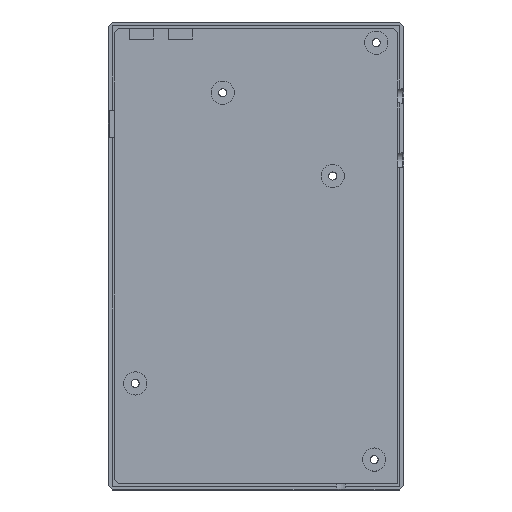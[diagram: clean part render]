
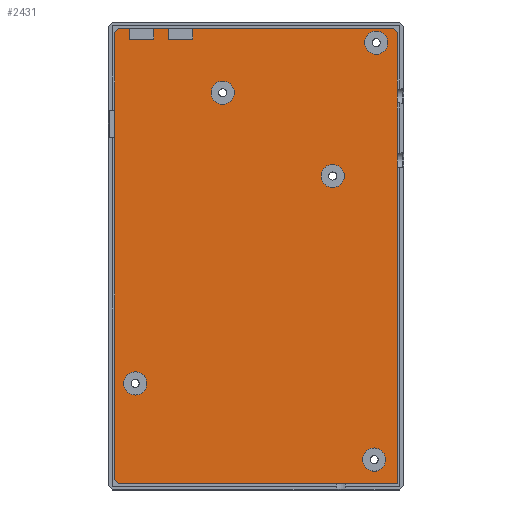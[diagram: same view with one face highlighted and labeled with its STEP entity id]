
A CAD part, top view. The second image highlights one B-rep face of the part: STEP entity #2431.
In plain terms, the highlighted planar face has unit normal (0, 0, 1).
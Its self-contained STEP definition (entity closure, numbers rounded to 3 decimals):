
#1497 = EDGE_CURVE('',#1498,#1500,#1502,.T.);
#1498 = VERTEX_POINT('',#1499);
#1499 = CARTESIAN_POINT('',(-33.5,53.,-9.));
#1500 = VERTEX_POINT('',#1501);
#1501 = CARTESIAN_POINT('',(-33.5,-53.,-9.));
#1502 = LINE('',#1503,#1504);
#1503 = CARTESIAN_POINT('',(-33.5,54.,-9.));
#1504 = VECTOR('',#1505,1.);
#1505 = DIRECTION('',(0.,-1.,0.));
#2209 = VERTEX_POINT('',#2210);
#2210 = CARTESIAN_POINT('',(33.5,-54.,-9.));
#2216 = EDGE_CURVE('',#2209,#2217,#2219,.T.);
#2217 = VERTEX_POINT('',#2218);
#2218 = CARTESIAN_POINT('',(-32.5,-54.,-9.));
#2219 = LINE('',#2220,#2221);
#2220 = CARTESIAN_POINT('',(35.,-54.,-9.));
#2221 = VECTOR('',#2222,1.);
#2222 = DIRECTION('',(-1.,-0.,-0.));
#2431 = ADVANCED_FACE('',(#2432,#2536,#2547,#2558,#2569,#2580),#2591,.T.
  );
#2432 = FACE_BOUND('',#2433,.T.);
#2433 = EDGE_LOOP('',(#2434,#2440,#2441,#2449,#2457,#2465,#2473,#2481,
    #2489,#2497,#2505,#2513,#2521,#2529,#2535));
#2434 = ORIENTED_EDGE('',*,*,#2435,.F.);
#2435 = EDGE_CURVE('',#2217,#1500,#2436,.T.);
#2436 = LINE('',#2437,#2438);
#2437 = CARTESIAN_POINT('',(-37.938,-48.563,-9.));
#2438 = VECTOR('',#2439,1.);
#2439 = DIRECTION('',(-0.707,0.707,0.));
#2440 = ORIENTED_EDGE('',*,*,#2216,.F.);
#2441 = ORIENTED_EDGE('',*,*,#2442,.F.);
#2442 = EDGE_CURVE('',#2443,#2209,#2445,.T.);
#2443 = VERTEX_POINT('',#2444);
#2444 = CARTESIAN_POINT('',(33.5,53.,-9.));
#2445 = LINE('',#2446,#2447);
#2446 = CARTESIAN_POINT('',(33.5,16.385,-9.));
#2447 = VECTOR('',#2448,1.);
#2448 = DIRECTION('',(0.,-1.,0.));
#2449 = ORIENTED_EDGE('',*,*,#2450,.T.);
#2450 = EDGE_CURVE('',#2443,#2451,#2453,.T.);
#2451 = VERTEX_POINT('',#2452);
#2452 = CARTESIAN_POINT('',(32.5,54.,-9.));
#2453 = LINE('',#2454,#2455);
#2454 = CARTESIAN_POINT('',(38.313,48.188,-9.));
#2455 = VECTOR('',#2456,1.);
#2456 = DIRECTION('',(-0.707,0.707,0.));
#2457 = ORIENTED_EDGE('',*,*,#2458,.T.);
#2458 = EDGE_CURVE('',#2451,#2459,#2461,.T.);
#2459 = VERTEX_POINT('',#2460);
#2460 = CARTESIAN_POINT('',(-15.05,54.,-9.));
#2461 = LINE('',#2462,#2463);
#2462 = CARTESIAN_POINT('',(33.5,54.,-9.));
#2463 = VECTOR('',#2464,1.);
#2464 = DIRECTION('',(-1.,0.,0.));
#2465 = ORIENTED_EDGE('',*,*,#2466,.F.);
#2466 = EDGE_CURVE('',#2467,#2459,#2469,.T.);
#2467 = VERTEX_POINT('',#2468);
#2468 = CARTESIAN_POINT('',(-15.05,51.43,-9.));
#2469 = LINE('',#2470,#2471);
#2470 = CARTESIAN_POINT('',(-15.05,51.43,-9.));
#2471 = VECTOR('',#2472,1.);
#2472 = DIRECTION('',(0.,1.,0.));
#2473 = ORIENTED_EDGE('',*,*,#2474,.F.);
#2474 = EDGE_CURVE('',#2475,#2467,#2477,.T.);
#2475 = VERTEX_POINT('',#2476);
#2476 = CARTESIAN_POINT('',(-20.75,51.43,-9.));
#2477 = LINE('',#2478,#2479);
#2478 = CARTESIAN_POINT('',(-20.75,51.43,-9.));
#2479 = VECTOR('',#2480,1.);
#2480 = DIRECTION('',(1.,0.,0.));
#2481 = ORIENTED_EDGE('',*,*,#2482,.F.);
#2482 = EDGE_CURVE('',#2483,#2475,#2485,.T.);
#2483 = VERTEX_POINT('',#2484);
#2484 = CARTESIAN_POINT('',(-20.75,54.,-9.));
#2485 = LINE('',#2486,#2487);
#2486 = CARTESIAN_POINT('',(-20.75,54.,-9.));
#2487 = VECTOR('',#2488,1.);
#2488 = DIRECTION('',(0.,-1.,0.));
#2489 = ORIENTED_EDGE('',*,*,#2490,.T.);
#2490 = EDGE_CURVE('',#2483,#2491,#2493,.T.);
#2491 = VERTEX_POINT('',#2492);
#2492 = CARTESIAN_POINT('',(-24.26,54.,-9.));
#2493 = LINE('',#2494,#2495);
#2494 = CARTESIAN_POINT('',(33.5,54.,-9.));
#2495 = VECTOR('',#2496,1.);
#2496 = DIRECTION('',(-1.,0.,0.));
#2497 = ORIENTED_EDGE('',*,*,#2498,.F.);
#2498 = EDGE_CURVE('',#2499,#2491,#2501,.T.);
#2499 = VERTEX_POINT('',#2500);
#2500 = CARTESIAN_POINT('',(-24.26,51.43,-9.));
#2501 = LINE('',#2502,#2503);
#2502 = CARTESIAN_POINT('',(-24.26,51.43,-9.));
#2503 = VECTOR('',#2504,1.);
#2504 = DIRECTION('',(0.,1.,0.));
#2505 = ORIENTED_EDGE('',*,*,#2506,.F.);
#2506 = EDGE_CURVE('',#2507,#2499,#2509,.T.);
#2507 = VERTEX_POINT('',#2508);
#2508 = CARTESIAN_POINT('',(-29.96,51.43,-9.));
#2509 = LINE('',#2510,#2511);
#2510 = CARTESIAN_POINT('',(-29.96,51.43,-9.));
#2511 = VECTOR('',#2512,1.);
#2512 = DIRECTION('',(1.,0.,0.));
#2513 = ORIENTED_EDGE('',*,*,#2514,.F.);
#2514 = EDGE_CURVE('',#2515,#2507,#2517,.T.);
#2515 = VERTEX_POINT('',#2516);
#2516 = CARTESIAN_POINT('',(-29.96,54.,-9.));
#2517 = LINE('',#2518,#2519);
#2518 = CARTESIAN_POINT('',(-29.96,54.,-9.));
#2519 = VECTOR('',#2520,1.);
#2520 = DIRECTION('',(0.,-1.,0.));
#2521 = ORIENTED_EDGE('',*,*,#2522,.T.);
#2522 = EDGE_CURVE('',#2515,#2523,#2525,.T.);
#2523 = VERTEX_POINT('',#2524);
#2524 = CARTESIAN_POINT('',(-32.5,54.,-9.));
#2525 = LINE('',#2526,#2527);
#2526 = CARTESIAN_POINT('',(33.5,54.,-9.));
#2527 = VECTOR('',#2528,1.);
#2528 = DIRECTION('',(-1.,0.,0.));
#2529 = ORIENTED_EDGE('',*,*,#2530,.F.);
#2530 = EDGE_CURVE('',#1498,#2523,#2531,.T.);
#2531 = LINE('',#2532,#2533);
#2532 = CARTESIAN_POINT('',(-38.017,48.483,-9.));
#2533 = VECTOR('',#2534,1.);
#2534 = DIRECTION('',(0.707,0.707,0.));
#2535 = ORIENTED_EDGE('',*,*,#1497,.T.);
#2536 = FACE_BOUND('',#2537,.T.);
#2537 = EDGE_LOOP('',(#2538));
#2538 = ORIENTED_EDGE('',*,*,#2539,.F.);
#2539 = EDGE_CURVE('',#2540,#2540,#2542,.T.);
#2540 = VERTEX_POINT('',#2541);
#2541 = CARTESIAN_POINT('',(-25.9,-30.23,-9.));
#2542 = CIRCLE('',#2543,2.75);
#2543 = AXIS2_PLACEMENT_3D('',#2544,#2545,#2546);
#2544 = CARTESIAN_POINT('',(-28.65,-30.23,-9.));
#2545 = DIRECTION('',(0.,0.,1.));
#2546 = DIRECTION('',(1.,0.,0.));
#2547 = FACE_BOUND('',#2548,.T.);
#2548 = EDGE_LOOP('',(#2549));
#2549 = ORIENTED_EDGE('',*,*,#2550,.F.);
#2550 = EDGE_CURVE('',#2551,#2551,#2553,.T.);
#2551 = VERTEX_POINT('',#2552);
#2552 = CARTESIAN_POINT('',(30.76,-48.29,-9.));
#2553 = CIRCLE('',#2554,2.75);
#2554 = AXIS2_PLACEMENT_3D('',#2555,#2556,#2557);
#2555 = CARTESIAN_POINT('',(28.01,-48.29,-9.));
#2556 = DIRECTION('',(0.,0.,1.));
#2557 = DIRECTION('',(1.,0.,0.));
#2558 = FACE_BOUND('',#2559,.T.);
#2559 = EDGE_LOOP('',(#2560));
#2560 = ORIENTED_EDGE('',*,*,#2561,.F.);
#2561 = EDGE_CURVE('',#2562,#2562,#2564,.T.);
#2562 = VERTEX_POINT('',#2563);
#2563 = CARTESIAN_POINT('',(-5.16,38.71,-9.));
#2564 = CIRCLE('',#2565,2.75);
#2565 = AXIS2_PLACEMENT_3D('',#2566,#2567,#2568);
#2566 = CARTESIAN_POINT('',(-7.91,38.71,-9.));
#2567 = DIRECTION('',(0.,0.,1.));
#2568 = DIRECTION('',(1.,0.,0.));
#2569 = FACE_BOUND('',#2570,.T.);
#2570 = EDGE_LOOP('',(#2571));
#2571 = ORIENTED_EDGE('',*,*,#2572,.F.);
#2572 = EDGE_CURVE('',#2573,#2573,#2575,.T.);
#2573 = VERTEX_POINT('',#2574);
#2574 = CARTESIAN_POINT('',(20.94,18.98,-9.));
#2575 = CIRCLE('',#2576,2.75);
#2576 = AXIS2_PLACEMENT_3D('',#2577,#2578,#2579);
#2577 = CARTESIAN_POINT('',(18.19,18.98,-9.));
#2578 = DIRECTION('',(0.,0.,1.));
#2579 = DIRECTION('',(1.,0.,0.));
#2580 = FACE_BOUND('',#2581,.T.);
#2581 = EDGE_LOOP('',(#2582));
#2582 = ORIENTED_EDGE('',*,*,#2583,.F.);
#2583 = EDGE_CURVE('',#2584,#2584,#2586,.T.);
#2584 = VERTEX_POINT('',#2585);
#2585 = CARTESIAN_POINT('',(31.25,50.6,-9.));
#2586 = CIRCLE('',#2587,2.75);
#2587 = AXIS2_PLACEMENT_3D('',#2588,#2589,#2590);
#2588 = CARTESIAN_POINT('',(28.5,50.6,-9.));
#2589 = DIRECTION('',(0.,0.,1.));
#2590 = DIRECTION('',(1.,0.,0.));
#2591 = PLANE('',#2592);
#2592 = AXIS2_PLACEMENT_3D('',#2593,#2594,#2595);
#2593 = CARTESIAN_POINT('',(0.59,-0.16,-9.));
#2594 = DIRECTION('',(0.,0.,1.));
#2595 = DIRECTION('',(1.,0.,0.));
